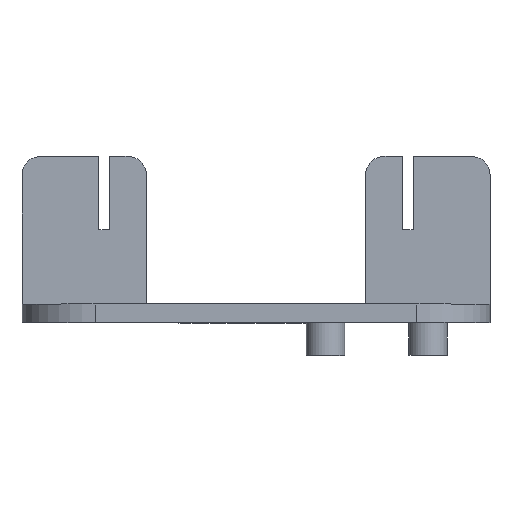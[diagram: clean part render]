
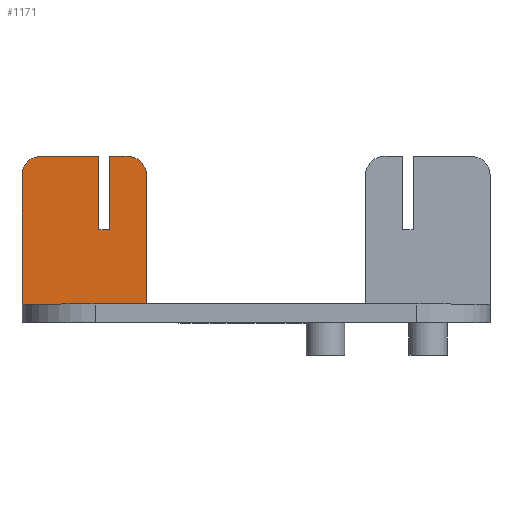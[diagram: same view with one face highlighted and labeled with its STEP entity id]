
A CAD part, top view. The second image highlights one B-rep face of the part: STEP entity #1171.
In plain terms, the highlighted planar face has unit normal (0, 0, 1).
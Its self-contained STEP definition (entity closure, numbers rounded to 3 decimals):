
#46=PLANE('',#1255);
#84=FACE_OUTER_BOUND('',#145,.T.);
#145=EDGE_LOOP('',(#847,#848,#849,#850,#851,#852,#853,#854,#855,#856));
#248=LINE('',#1771,#367);
#251=LINE('',#1779,#370);
#253=LINE('',#1783,#372);
#254=LINE('',#1785,#373);
#255=LINE('',#1789,#374);
#256=LINE('',#1791,#375);
#257=LINE('',#1793,#376);
#258=LINE('',#1794,#377);
#367=VECTOR('',#1407,10.);
#370=VECTOR('',#1416,10.);
#372=VECTOR('',#1420,10.);
#373=VECTOR('',#1421,10.);
#374=VECTOR('',#1424,10.);
#375=VECTOR('',#1425,10.);
#376=VECTOR('',#1426,10.);
#377=VECTOR('',#1427,10.);
#468=CIRCLE('',#1253,2.5);
#469=CIRCLE('',#1256,2.5);
#542=VERTEX_POINT('',#1768);
#543=VERTEX_POINT('',#1770);
#544=VERTEX_POINT('',#1774);
#545=VERTEX_POINT('',#1778);
#546=VERTEX_POINT('',#1782);
#547=VERTEX_POINT('',#1784);
#548=VERTEX_POINT('',#1786);
#549=VERTEX_POINT('',#1788);
#550=VERTEX_POINT('',#1790);
#551=VERTEX_POINT('',#1792);
#660=EDGE_CURVE('',#542,#543,#248,.T.);
#662=EDGE_CURVE('',#543,#544,#468,.T.);
#664=EDGE_CURVE('',#544,#545,#251,.T.);
#666=EDGE_CURVE('',#546,#542,#253,.T.);
#667=EDGE_CURVE('',#546,#547,#254,.T.);
#668=EDGE_CURVE('',#548,#547,#469,.T.);
#669=EDGE_CURVE('',#549,#548,#255,.T.);
#670=EDGE_CURVE('',#549,#550,#256,.T.);
#671=EDGE_CURVE('',#550,#551,#257,.T.);
#672=EDGE_CURVE('',#551,#545,#258,.T.);
#847=ORIENTED_EDGE('',*,*,#662,.F.);
#848=ORIENTED_EDGE('',*,*,#660,.F.);
#849=ORIENTED_EDGE('',*,*,#666,.F.);
#850=ORIENTED_EDGE('',*,*,#667,.T.);
#851=ORIENTED_EDGE('',*,*,#668,.F.);
#852=ORIENTED_EDGE('',*,*,#669,.F.);
#853=ORIENTED_EDGE('',*,*,#670,.T.);
#854=ORIENTED_EDGE('',*,*,#671,.T.);
#855=ORIENTED_EDGE('',*,*,#672,.T.);
#856=ORIENTED_EDGE('',*,*,#664,.F.);
#1171=ADVANCED_FACE('',(#84),#46,.T.);
#1253=AXIS2_PLACEMENT_3D('',#1775,#1411,#1412);
#1255=AXIS2_PLACEMENT_3D('',#1781,#1418,#1419);
#1256=AXIS2_PLACEMENT_3D('',#1787,#1422,#1423);
#1407=DIRECTION('',(0.,1.,0.));
#1411=DIRECTION('center_axis',(0.,0.,-1.));
#1412=DIRECTION('ref_axis',(-0.707,0.707,0.));
#1416=DIRECTION('',(1.,0.,0.));
#1418=DIRECTION('center_axis',(0.,0.,1.));
#1419=DIRECTION('ref_axis',(1.,0.,0.));
#1420=DIRECTION('',(-1.,0.,0.));
#1421=DIRECTION('',(0.,1.,0.));
#1422=DIRECTION('center_axis',(0.,0.,-1.));
#1423=DIRECTION('ref_axis',(0.707,0.707,0.));
#1424=DIRECTION('',(1.,0.,0.));
#1425=DIRECTION('',(0.,-1.,0.));
#1426=DIRECTION('',(-1.,0.,0.));
#1427=DIRECTION('',(0.,1.,0.));
#1768=CARTESIAN_POINT('',(0.,2.5,2.5));
#1770=CARTESIAN_POINT('',(0.,20.25,2.5));
#1771=CARTESIAN_POINT('',(0.,2.5,2.5));
#1774=CARTESIAN_POINT('',(2.5,22.75,2.5));
#1775=CARTESIAN_POINT('Origin',(2.5,20.25,2.5));
#1778=CARTESIAN_POINT('',(10.5,22.75,2.5));
#1779=CARTESIAN_POINT('',(0.,22.75,2.5));
#1781=CARTESIAN_POINT('Origin',(0.,2.5,2.5));
#1782=CARTESIAN_POINT('',(17.,2.5,2.5));
#1783=CARTESIAN_POINT('',(16.,2.5,2.5));
#1784=CARTESIAN_POINT('',(17.,20.25,2.5));
#1785=CARTESIAN_POINT('',(17.,2.5,2.5));
#1786=CARTESIAN_POINT('',(14.5,22.75,2.5));
#1787=CARTESIAN_POINT('Origin',(14.5,20.25,2.5));
#1788=CARTESIAN_POINT('',(12.,22.75,2.5));
#1789=CARTESIAN_POINT('',(0.,22.75,2.5));
#1790=CARTESIAN_POINT('',(12.,12.75,2.5));
#1791=CARTESIAN_POINT('',(12.,12.625,2.5));
#1792=CARTESIAN_POINT('',(10.5,12.75,2.5));
#1793=CARTESIAN_POINT('',(6.,12.75,2.5));
#1794=CARTESIAN_POINT('',(10.5,7.625,2.5));
